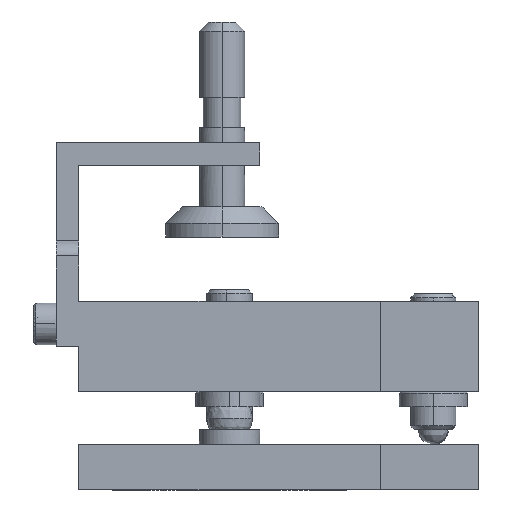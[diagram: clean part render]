
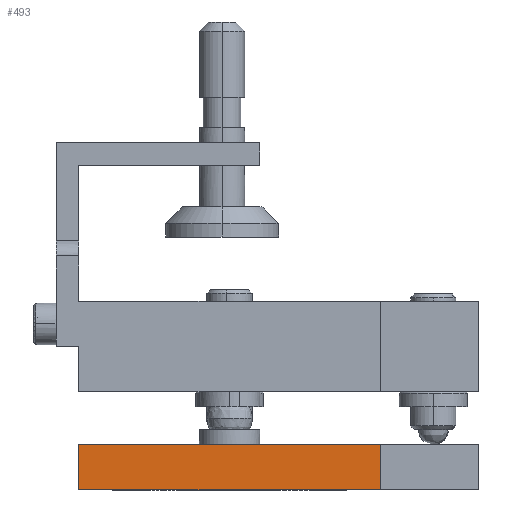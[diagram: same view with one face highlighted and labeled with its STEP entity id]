
A CAD part, front view. The second image highlights one B-rep face of the part: STEP entity #493.
In plain terms, the highlighted free-form (B-spline) face has degree [1, 1] with [2, 2] control points.
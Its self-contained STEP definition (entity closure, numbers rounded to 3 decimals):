
#493=ADVANCED_FACE('',(#836),#11796,.T.);
#836=FACE_OUTER_BOUND('',#1218,.T.);
#1218=EDGE_LOOP('',(#2734,#2735,#2736,#2737));
#2734=ORIENTED_EDGE('',*,*,#10210,.F.);
#2735=ORIENTED_EDGE('',*,*,#10254,.T.);
#2736=ORIENTED_EDGE('',*,*,#10255,.T.);
#2737=ORIENTED_EDGE('',*,*,#10256,.T.);
#4442=PCURVE('',#11794,#6214);
#4506=PCURVE('',#11796,#6278);
#4507=PCURVE('',#11796,#6279);
#4508=PCURVE('',#11796,#6280);
#4509=PCURVE('',#11796,#6281);
#4513=PCURVE('',#11797,#6285);
#4551=PCURVE('',#11807,#6323);
#4658=PCURVE('',#11817,#6430);
#6214=DEFINITIONAL_REPRESENTATION('',(#8165),#24280);
#6278=DEFINITIONAL_REPRESENTATION('',(#8221),#24280);
#6279=DEFINITIONAL_REPRESENTATION('',(#8223),#24280);
#6280=DEFINITIONAL_REPRESENTATION('',(#8225),#24280);
#6281=DEFINITIONAL_REPRESENTATION('',(#8227),#24280);
#6285=DEFINITIONAL_REPRESENTATION('',(#8233),#24280);
#6323=DEFINITIONAL_REPRESENTATION('',(#8289),#24280);
#6430=DEFINITIONAL_REPRESENTATION('',(#8425),#24280);
#8164=B_SPLINE_CURVE_WITH_KNOTS('',1,(#22590,#22591),.UNSPECIFIED.,.F.,
 .F.,(2,2),(0.,40.),.UNSPECIFIED.);
#8165=B_SPLINE_CURVE_WITH_KNOTS('',1,(#22592,#22593),.UNSPECIFIED.,.F.,
 .F.,(2,2),(0.,40.),.UNSPECIFIED.);
#8221=B_SPLINE_CURVE_WITH_KNOTS('',1,(#22919,#22920),.UNSPECIFIED.,.F.,
 .F.,(2,2),(0.,40.),.UNSPECIFIED.);
#8222=B_SPLINE_CURVE_WITH_KNOTS('',1,(#22921,#22922),.UNSPECIFIED.,.F.,
 .F.,(2,2),(0.,6.),.UNSPECIFIED.);
#8223=B_SPLINE_CURVE_WITH_KNOTS('',1,(#22923,#22924),.UNSPECIFIED.,.F.,
 .F.,(2,2),(0.,6.),.UNSPECIFIED.);
#8224=B_SPLINE_CURVE_WITH_KNOTS('',1,(#22925,#22926),.UNSPECIFIED.,.F.,
 .F.,(2,2),(-40.,0.),.UNSPECIFIED.);
#8225=B_SPLINE_CURVE_WITH_KNOTS('',1,(#22927,#22928),.UNSPECIFIED.,.F.,
 .F.,(2,2),(-40.,0.),.UNSPECIFIED.);
#8226=B_SPLINE_CURVE_WITH_KNOTS('',1,(#22929,#22930),.UNSPECIFIED.,.F.,
 .F.,(2,2),(-6.,0.),.UNSPECIFIED.);
#8227=B_SPLINE_CURVE_WITH_KNOTS('',1,(#22931,#22932),.UNSPECIFIED.,.F.,
 .F.,(2,2),(-6.,0.),.UNSPECIFIED.);
#8233=B_SPLINE_CURVE_WITH_KNOTS('',1,(#22943,#22944),.UNSPECIFIED.,.F.,
 .F.,(2,2),(0.,6.),.UNSPECIFIED.);
#8289=B_SPLINE_CURVE_WITH_KNOTS('',1,(#23055,#23056),.UNSPECIFIED.,.F.,
 .F.,(2,2),(-6.,0.),.UNSPECIFIED.);
#8425=B_SPLINE_CURVE_WITH_KNOTS('',1,(#23441,#23442),.UNSPECIFIED.,.F.,
 .F.,(2,2),(-40.,0.),.UNSPECIFIED.);
#9311=SURFACE_CURVE('',#8164,(#4442,#4506),.PCURVE_S1.);
#9355=SURFACE_CURVE('',#8222,(#4507,#4513),.PCURVE_S1.);
#9356=SURFACE_CURVE('',#8224,(#4508,#4658),.PCURVE_S1.);
#9357=SURFACE_CURVE('',#8226,(#4509,#4551),.PCURVE_S1.);
#10210=EDGE_CURVE('',#11542,#11541,#9311,.T.);
#10254=EDGE_CURVE('',#11542,#11588,#9355,.T.);
#10255=EDGE_CURVE('',#11588,#11589,#9356,.T.);
#10256=EDGE_CURVE('',#11589,#11541,#9357,.T.);
#11541=VERTEX_POINT('',#22427);
#11542=VERTEX_POINT('',#22428);
#11588=VERTEX_POINT('',#22474);
#11589=VERTEX_POINT('',#22475);
#11794=B_SPLINE_SURFACE_WITH_KNOTS('',1,1,((#21803,#21804),(#21805,#21806)),
 .UNSPECIFIED.,.F.,.F.,.F.,(2,2),(2,2),(-18.82,37.82),(-11.42,
52.42),.UNSPECIFIED.);
#11796=B_SPLINE_SURFACE_WITH_KNOTS('',1,1,((#21955,#21956),(#21957,#21958)),
 .UNSPECIFIED.,.F.,.F.,.F.,(2,2),(2,2),(-4.12,44.12),(-0.72,6.72),
 .UNSPECIFIED.);
#11797=B_SPLINE_SURFACE_WITH_KNOTS('',1,1,((#21959,#21960),(#21961,#21962)),
 .UNSPECIFIED.,.F.,.F.,.F.,(2,2),(2,2),(-2.92,30.92),(-0.72,6.72),
 .UNSPECIFIED.);
#11807=B_SPLINE_SURFACE_WITH_KNOTS('',1,1,((#21999,#22000),(#22001,#22002)),
 .UNSPECIFIED.,.F.,.F.,.F.,(2,2),(2,2),(-0.92,8.92),
(-0.72,6.72),.UNSPECIFIED.);
#11817=B_SPLINE_SURFACE_WITH_KNOTS('',1,1,((#22223,#22224),(#22225,#22226)),
 .UNSPECIFIED.,.F.,.F.,.F.,(2,2),(2,2),(-29.645,34.195),(-32.215,24.425),
 .UNSPECIFIED.);
#21803=CARTESIAN_POINT('',(37.86,-17.375,6.515));
#21804=CARTESIAN_POINT('',(-25.98,-17.375,6.515));
#21805=CARTESIAN_POINT('',(37.86,39.265,6.515));
#21806=CARTESIAN_POINT('',(-25.98,39.265,6.515));
#21955=CARTESIAN_POINT('',(23.56,-12.555,7.235));
#21956=CARTESIAN_POINT('',(23.56,-12.555,-0.205));
#21957=CARTESIAN_POINT('',(-24.68,-12.555,7.235));
#21958=CARTESIAN_POINT('',(-24.68,-12.555,-0.205));
#21959=CARTESIAN_POINT('',(-20.56,-15.475,7.235));
#21960=CARTESIAN_POINT('',(-20.56,-15.475,-0.205));
#21961=CARTESIAN_POINT('',(-20.56,18.365,7.235));
#21962=CARTESIAN_POINT('',(-20.56,18.365,-0.205));
#21999=CARTESIAN_POINT('',(19.44,-3.635,7.235));
#22000=CARTESIAN_POINT('',(19.44,-3.635,-0.205));
#22001=CARTESIAN_POINT('',(19.44,-13.475,7.235));
#22002=CARTESIAN_POINT('',(19.44,-13.475,-0.205));
#22223=CARTESIAN_POINT('',(-25.98,39.265,0.515));
#22224=CARTESIAN_POINT('',(-25.98,-17.375,0.515));
#22225=CARTESIAN_POINT('',(37.86,39.265,0.515));
#22226=CARTESIAN_POINT('',(37.86,-17.375,0.515));
#22427=CARTESIAN_POINT('',(19.44,-12.555,6.515));
#22428=CARTESIAN_POINT('',(-20.56,-12.555,6.515));
#22474=CARTESIAN_POINT('',(-20.56,-12.555,0.515));
#22475=CARTESIAN_POINT('',(19.44,-12.555,0.515));
#22590=CARTESIAN_POINT('',(-20.56,-12.555,6.515));
#22591=CARTESIAN_POINT('',(19.44,-12.555,6.515));
#22592=CARTESIAN_POINT('',(-14.,47.));
#22593=CARTESIAN_POINT('',(-14.,7.));
#22919=CARTESIAN_POINT('',(40.,0.));
#22920=CARTESIAN_POINT('',(0.,0.));
#22921=CARTESIAN_POINT('',(-20.56,-12.555,6.515));
#22922=CARTESIAN_POINT('',(-20.56,-12.555,0.515));
#22923=CARTESIAN_POINT('',(40.,0.));
#22924=CARTESIAN_POINT('',(40.,6.));
#22925=CARTESIAN_POINT('',(-20.56,-12.555,0.515));
#22926=CARTESIAN_POINT('',(19.44,-12.555,0.515));
#22927=CARTESIAN_POINT('',(40.,6.));
#22928=CARTESIAN_POINT('',(0.,6.));
#22929=CARTESIAN_POINT('',(19.44,-12.555,0.515));
#22930=CARTESIAN_POINT('',(19.44,-12.555,6.515));
#22931=CARTESIAN_POINT('',(0.,6.));
#22932=CARTESIAN_POINT('',(0.,0.));
#22943=CARTESIAN_POINT('',(0.,0.));
#22944=CARTESIAN_POINT('',(0.,6.));
#23055=CARTESIAN_POINT('',(8.,6.));
#23056=CARTESIAN_POINT('',(8.,0.));
#23441=CARTESIAN_POINT('',(-24.225,19.605));
#23442=CARTESIAN_POINT('',(15.775,19.605));
#24280=(
GEOMETRIC_REPRESENTATION_CONTEXT(2)
PARAMETRIC_REPRESENTATION_CONTEXT()
REPRESENTATION_CONTEXT('pspace','')
);
